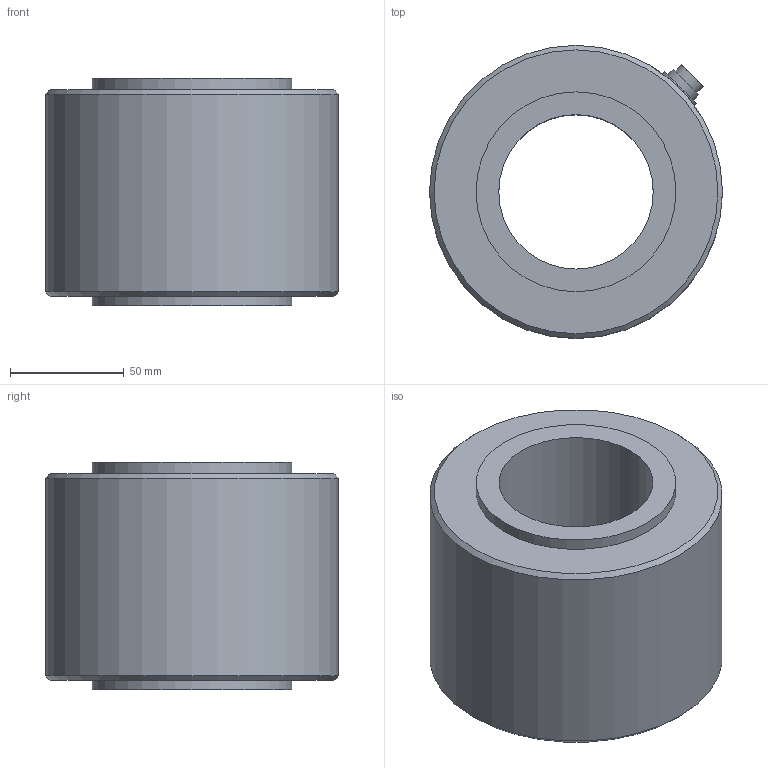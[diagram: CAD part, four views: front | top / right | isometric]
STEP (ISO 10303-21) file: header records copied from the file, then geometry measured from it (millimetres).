
FILE_DESCRIPTION( ( 'Unknown' ), '1' );
FILE_NAME( 'K18-1000kN.stp', 'Unknown', ( 'Unknown' ), ( 'Unknown' ), 'PSStep 17.0.49', 'Unknown', ' ' );
FILE_SCHEMA( ( 'AUTOMOTIVE_DESIGN { 1 0 10303 214 1 1 1 1 }' ) );
Length unit declared in the file: millimetre
Products named in the file (3): Assem1; 1015-010_Stauchzylinder_DOC-00068409; Flanschstecker_DOC-00062497
Assembly tree (2 placements, depth 2):
  Assem1
    1015-010_Stauchzylinder_DOC-00068409
    Flanschstecker_DOC-00062497
Bounding box: 129 x 129 x 100 mm (x, y, z)
Volume: 881011.1 mm3; surface area: 80648.2 mm2
Topology: 2 solids, 2 shells, 38 faces, 65 edges, 45 vertices
Faces by surface type: cylinder 18, plane 18, cone 2
Full cylindrical faces by diameter (mm): 1.2 x6, 13.6 x1, 15 x1, 16 x1, 18 x1, 20 x1, 22 x1, 68 x1, 88 x2, 129 x1
Entity records: 1229 total; most frequent: CARTESIAN_POINT 215, DIRECTION 158, ORIENTED_EDGE 80, AXIS2_PLACEMENT_3D 78, EDGE_LOOP 72, FACE_OUTER_BOUND 54, EDGE_CURVE 40, STYLED_ITEM 38
